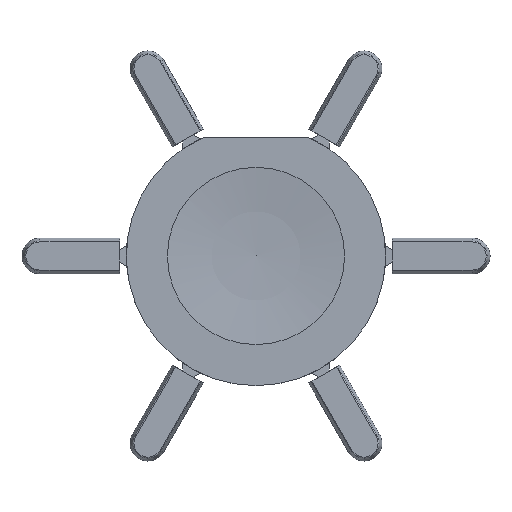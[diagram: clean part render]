
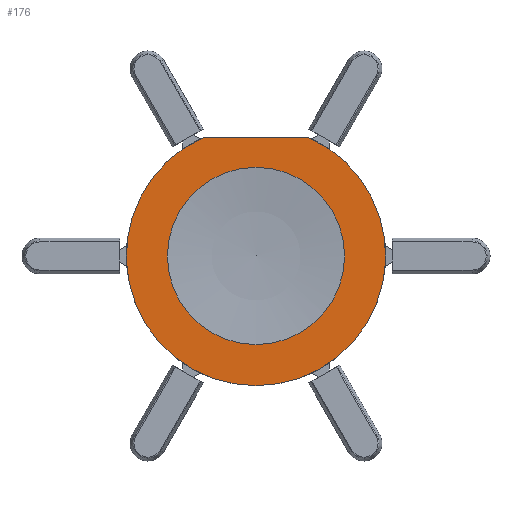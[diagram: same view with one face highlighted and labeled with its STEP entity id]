
A CAD part, top view. The second image highlights one B-rep face of the part: STEP entity #176.
In plain terms, the highlighted planar face has unit normal (0, 0, 1).
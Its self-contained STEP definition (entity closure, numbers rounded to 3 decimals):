
#176 = ADVANCED_FACE( '', ( #476, #477 ), #478, .F. );
#476 = FACE_BOUND( '', #911, .T. );
#477 = FACE_OUTER_BOUND( '', #912, .T. );
#478 = PLANE( '', #913 );
#911 = EDGE_LOOP( '', ( #1375 ) );
#912 = EDGE_LOOP( '', ( #1376, #1377 ) );
#913 = AXIS2_PLACEMENT_3D( '', #1378, #1379, #1380 );
#1375 = ORIENTED_EDGE( '', *, *, #2545, .T. );
#1376 = ORIENTED_EDGE( '', *, *, #2546, .F. );
#1377 = ORIENTED_EDGE( '', *, *, #2547, .F. );
#1378 = CARTESIAN_POINT( '', ( 0., 0., 0.75 ) );
#1379 = DIRECTION( '', ( 0., 0., -1. ) );
#1380 = DIRECTION( '', ( -1., 0., 0. ) );
#2545 = EDGE_CURVE( '', #3029, #3029, #3030, .T. );
#2546 = EDGE_CURVE( '', #3031, #3032, #3033, .T. );
#2547 = EDGE_CURVE( '', #3032, #3031, #3034, .T. );
#3029 = VERTEX_POINT( '', #3704 );
#3030 = CIRCLE( '', #3705, 7.5 );
#3031 = VERTEX_POINT( '', #3706 );
#3032 = VERTEX_POINT( '', #3707 );
#3033 = LINE( '', #3708, #3709 );
#3034 = CIRCLE( '', #3710, 10.975 );
#3704 = CARTESIAN_POINT( '', ( -7.5, 0., 0.75 ) );
#3705 = AXIS2_PLACEMENT_3D( '', #4519, #4520, #4521 );
#3706 = CARTESIAN_POINT( '', ( -4.455, 10.03, 0.75 ) );
#3707 = CARTESIAN_POINT( '', ( 4.455, 10.03, 0.75 ) );
#3708 = CARTESIAN_POINT( '', ( 0., 10.03, 0.75 ) );
#3709 = VECTOR( '', #4522, 1000. );
#3710 = AXIS2_PLACEMENT_3D( '', #4523, #4524, #4525 );
#4519 = CARTESIAN_POINT( '', ( 0., 0., 0.75 ) );
#4520 = DIRECTION( '', ( 0., 0., -1. ) );
#4521 = DIRECTION( '', ( -1., 0., 0. ) );
#4522 = DIRECTION( '', ( 1., 0., 0. ) );
#4523 = CARTESIAN_POINT( '', ( 0., 0., 0.75 ) );
#4524 = DIRECTION( '', ( 0., 0., -1. ) );
#4525 = DIRECTION( '', ( 1., 0., 0. ) );
